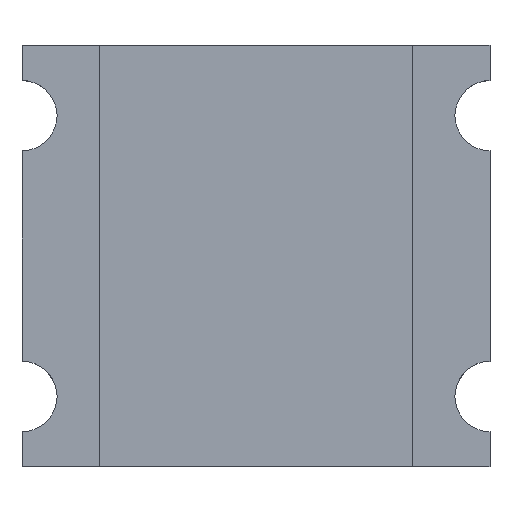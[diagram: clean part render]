
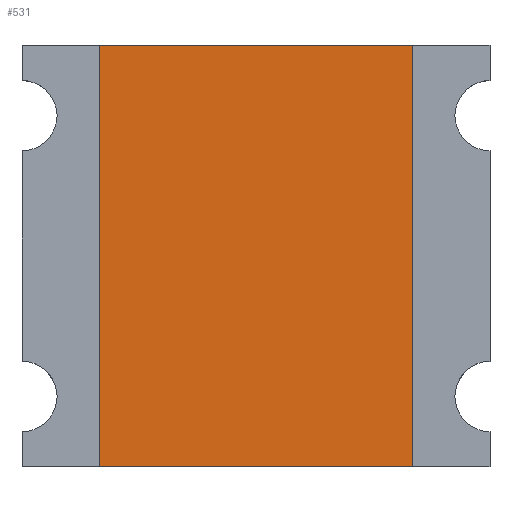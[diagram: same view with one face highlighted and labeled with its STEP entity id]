
A CAD part, top view. The second image highlights one B-rep face of the part: STEP entity #531.
In plain terms, the highlighted planar face has unit normal (0, 0, 1).
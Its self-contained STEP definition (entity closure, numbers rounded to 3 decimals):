
#273 = VERTEX_POINT('',#274);
#274 = CARTESIAN_POINT('',(-0.67,0.9,0.8));
#280 = EDGE_CURVE('',#281,#273,#283,.T.);
#281 = VERTEX_POINT('',#282);
#282 = CARTESIAN_POINT('',(0.67,0.9,0.8));
#283 = LINE('',#284,#285);
#284 = CARTESIAN_POINT('',(0.67,0.9,0.8));
#285 = VECTOR('',#286,1.);
#286 = DIRECTION('',(-1.,0.,0.));
#449 = VERTEX_POINT('',#450);
#450 = CARTESIAN_POINT('',(0.67,-0.9,0.8));
#456 = EDGE_CURVE('',#457,#449,#459,.T.);
#457 = VERTEX_POINT('',#458);
#458 = CARTESIAN_POINT('',(-0.67,-0.9,0.8));
#459 = LINE('',#460,#461);
#460 = CARTESIAN_POINT('',(-0.67,-0.9,0.8));
#461 = VECTOR('',#462,1.);
#462 = DIRECTION('',(1.,0.,0.));
#519 = EDGE_CURVE('',#273,#457,#520,.T.);
#520 = LINE('',#521,#522);
#521 = CARTESIAN_POINT('',(-0.67,0.9,0.8));
#522 = VECTOR('',#523,1.);
#523 = DIRECTION('',(0.,-1.,0.));
#531 = ADVANCED_FACE('',(#532),#543,.T.);
#532 = FACE_BOUND('',#533,.T.);
#533 = EDGE_LOOP('',(#534,#535,#536,#542));
#534 = ORIENTED_EDGE('',*,*,#519,.T.);
#535 = ORIENTED_EDGE('',*,*,#456,.T.);
#536 = ORIENTED_EDGE('',*,*,#537,.T.);
#537 = EDGE_CURVE('',#449,#281,#538,.T.);
#538 = LINE('',#539,#540);
#539 = CARTESIAN_POINT('',(0.67,-0.9,0.8));
#540 = VECTOR('',#541,1.);
#541 = DIRECTION('',(0.,1.,0.));
#542 = ORIENTED_EDGE('',*,*,#280,.T.);
#543 = PLANE('',#544);
#544 = AXIS2_PLACEMENT_3D('',#545,#546,#547);
#545 = CARTESIAN_POINT('',(0.,0.,0.8));
#546 = DIRECTION('',(0.,0.,1.));
#547 = DIRECTION('',(1.,0.,0.));
